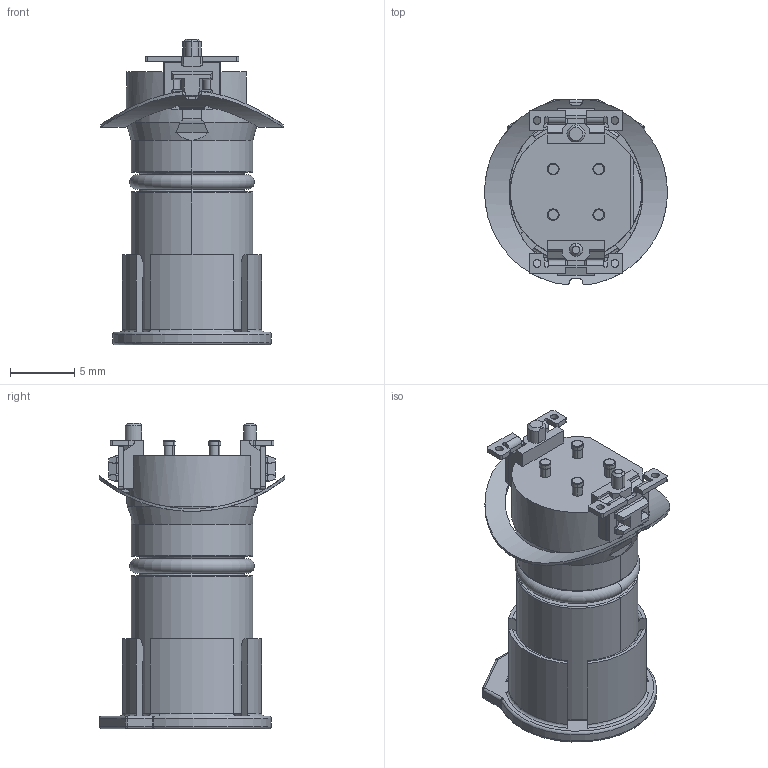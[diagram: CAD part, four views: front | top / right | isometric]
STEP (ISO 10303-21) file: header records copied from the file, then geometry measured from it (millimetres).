
FILE_DESCRIPTION((''),'2;1');
FILE_NAME('1411955_ASM','2018-06-13T',('cosa01'),(''),'PRO/ENGINEER BY PARAMETRIC TECHNOLOGY CORPORATION, 2014200','PRO/ENGINEER BY PARAMETRIC TECHNOLOGY CORPORATION, 2014200','');
FILE_SCHEMA(('AUTOMOTIVE_DESIGN { 1 0 10303 214 1 1 1 1 }'));
Length unit declared in the file: millimetre
Products named in the file (3): 1411955; 415900; 1411955_ASM
Assembly tree (2 placements, depth 2):
  1411955_ASM
    1411955
    415900
Bounding box: 14.2 x 14.43 x 23.75 mm (x, y, z)
Volume: 1314 mm3; surface area: 2113.3 mm2
Topology: 2 solids, 2 shells, 732 faces, 1967 edges, 1251 vertices
Faces by surface type: plane 415, cylinder 209, torus 48, cone 32, sphere 16, bspline 8, extrusion 4
Entity records: 24199 total; most frequent: CARTESIAN_POINT 5281, ORIENTED_EDGE 3934, DIRECTION 3757, EDGE_CURVE 1967, VECTOR 1265, LINE 1261, VERTEX_POINT 1251, AXIS2_PLACEMENT_3D 1246
